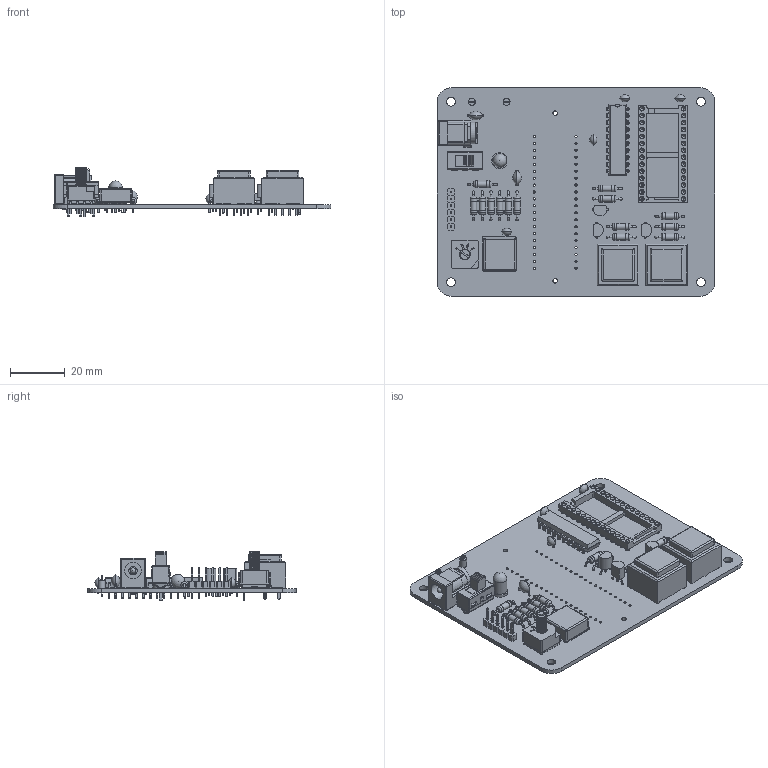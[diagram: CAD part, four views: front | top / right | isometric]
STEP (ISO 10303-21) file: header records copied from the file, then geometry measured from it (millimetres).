
FILE_DESCRIPTION(('KiCad electronic assembly'),'2;1');
FILE_NAME('8051dumper.step','2020-04-12T14:23:43',('An Author'),( 'A Company'),'Open CASCADE STEP processor 6.9', 'KiCad to STEP converter','Unknown');
FILE_SCHEMA(('AUTOMOTIVE_DESIGN { 1 0 10303 214 1 1 1 1 }'));
Length unit declared in the file: millimetre
Products named in the file (34): Open CASCADE STEP translator 6.9 1; R_Axial_DIN0207_L6.3mm_D2.5mm_P10.16mm_Horizontal; SOLID; LED_D5.0mm_Green_Kingbright_WP7113; COMPOUND; Copal_S-2150; DIP-20_W7.62mm; SW_CK_1101M2S3CQE2; C_Disc_D3.8mm_W2.6mm_P2.50mm; C_Disc_D5.1mm_W3.2mm_P5.00mm; Sullins_PBC06SAAN; DIP-28_W15.24mm_Socket; BarrelJack_Horizontal_CUI_PJ-050AH; Oscillator_DIP-8; TestPoint_Keystone_5001; TestPoint_Keystone_5000; SW_NKK_UB15SKG035F-FF; SW_NKK_UB15SKG035C-CC; TO-92_Inline_Wide
Assembly tree (52 placements, depth 3):
  Open CASCADE STEP translator 6.9 1
    R_Axial_DIN0207_L6.3mm_D2.5mm_P10.16mm_Horizontal  x14
      SOLID
    LED_D5.0mm_Green_Kingbright_WP7113
      COMPOUND
    Copal_S-2150
      COMPOUND
    DIP-20_W7.62mm
      SOLID
    SW_CK_1101M2S3CQE2
      SOLID
    C_Disc_D3.8mm_W2.6mm_P2.50mm  x4
      SOLID
    C_Disc_D5.1mm_W3.2mm_P5.00mm  x2
      SOLID
    Sullins_PBC06SAAN
      COMPOUND
    DIP-28_W15.24mm_Socket
      SOLID
    BarrelJack_Horizontal_CUI_PJ-050AH
      COMPOUND
    Oscillator_DIP-8
      SOLID
    TestPoint_Keystone_5001
      COMPOUND
    TestPoint_Keystone_5000
      COMPOUND
    SW_NKK_UB15SKG035F-FF
      COMPOUND
    SW_NKK_UB15SKG035C-CC
      COMPOUND
    TO-92_Inline_Wide  x3
      SOLID
    COMPOUND
Bounding box: 101.6 x 76.2 x 18.12 mm (x, y, z)
Volume: 20569.2 mm3; surface area: 28959.5 mm2
Topology: 76 solids, 76 shells, 2626 faces, 6426 edges, 4151 vertices
Faces by surface type: plane 1642, cylinder 707, cone 106, bspline 66, torus 58, sphere 27, revolution 20
Full cylindrical faces by diameter (mm): 0.45 x4, 0.5 x20, 0.508 x56, 0.6 x56, 0.8 x106, 0.813 x40, 0.9 x2, 1 x6, 1.016 x2, 1.194 x10, 1.2 x1, 1.5 x1, 1.524 x28, 1.651 x2, 1.724 x28, 1.8 x1, 1.854 x3, 2 x1, 2.25 x14, 2.388 x1, 2.5 x28, 2.54 x2, 3 x1, 3.175 x4, 3.9 x1, 4 x1, 5 x1, 6 x2
Entity records: 172604 total; most frequent: CARTESIAN_POINT 44499, DIRECTION 22388, LINE 13857, VECTOR 13857, ORIENTED_EDGE 11636, PCURVE 11636, DEFINITIONAL_REPRESENTATION 11636, EDGE_CURVE 5818
